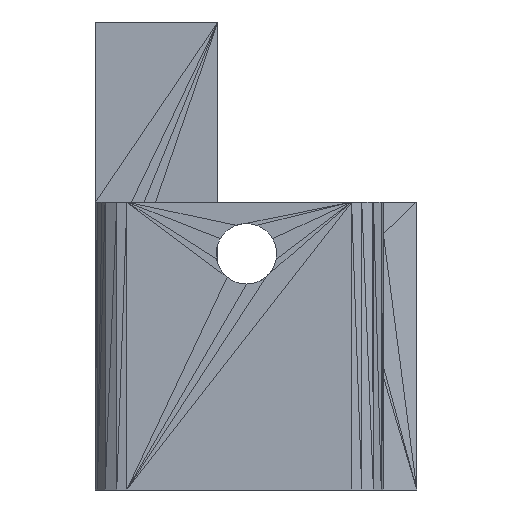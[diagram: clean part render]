
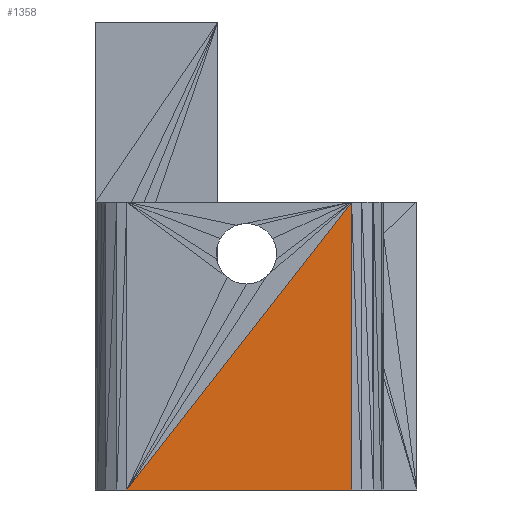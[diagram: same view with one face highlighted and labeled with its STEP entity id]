
A CAD part, left-side view. The second image highlights one B-rep face of the part: STEP entity #1358.
In plain terms, the highlighted planar face has unit normal (-1, 0, 0).
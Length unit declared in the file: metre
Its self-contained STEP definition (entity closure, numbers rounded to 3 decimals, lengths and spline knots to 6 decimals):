
#656 = DIRECTION ( 'NONE',  ( 0., 0.615, -0.788 ) ) ;
#657 = CARTESIAN_POINT ( 'NONE',  ( -3.909563, -5.418853, 17.522987 ) ) ;
#658 = DIRECTION ( 'NONE',  ( 0., 0., 1. ) ) ;
#659 = CARTESIAN_POINT ( 'NONE',  ( -3.909563, -5.418853, 17.482987 ) ) ;
#1358 = ADVANCED_FACE ( 'NONE', ( #4896 ), #10022, .T. ) ;
#3100 = EDGE_LOOP ( 'NONE', ( #3682, #3684, #3686 ) ) ;
#3682 = ORIENTED_EDGE ( 'NONE', *, *, #6546, .T. ) ;
#3684 = ORIENTED_EDGE ( 'NONE', *, *, #13073, .T. ) ;
#3686 = ORIENTED_EDGE ( 'NONE', *, *, #13074, .T. ) ;
#4896 = FACE_OUTER_BOUND ( 'NONE', #3100, .T. ) ;
#5953 = LINE ( 'NONE', #9062, #6754 ) ;
#6546 = EDGE_CURVE ( 'NONE', #12118, #12107, #5953, .T. ) ;
#6754 = VECTOR ( 'NONE', #9063, 1. ) ;
#7877 = VECTOR ( 'NONE', #658, 1. ) ;
#7878 = VECTOR ( 'NONE', #656, 1. ) ;
#8128 = AXIS2_PLACEMENT_3D ( 'NONE', #10023, #10024, #10025 ) ;
#8620 = LINE ( 'NONE', #659, #7877 ) ;
#8621 = LINE ( 'NONE', #657, #7878 ) ;
#9062 = CARTESIAN_POINT ( 'NONE',  ( -3.909563, -5.387648, 17.482987 ) ) ;
#9063 = DIRECTION ( 'NONE',  ( 0., -1., 0. ) ) ;
#10022 = PLANE ( 'NONE',  #8128 ) ;
#10023 = CARTESIAN_POINT ( 'NONE',  ( -3.909563, -5.418853, 17.482987 ) ) ;
#10024 = DIRECTION ( 'NONE',  ( -1., 0., 0. ) ) ;
#10025 = DIRECTION ( 'NONE',  ( 0., 0., 1. ) ) ;
#11319 = CARTESIAN_POINT ( 'NONE',  ( -3.909563, -5.418853, 17.482987 ) ) ;
#11324 = CARTESIAN_POINT ( 'NONE',  ( -3.909563, -5.387648, 17.482987 ) ) ;
#11362 = CARTESIAN_POINT ( 'NONE',  ( -3.909563, -5.418853, 17.522987 ) ) ;
#12107 = VERTEX_POINT ( 'NONE', #11319 ) ;
#12118 = VERTEX_POINT ( 'NONE', #11324 ) ;
#12151 = VERTEX_POINT ( 'NONE', #11362 ) ;
#13073 = EDGE_CURVE ( 'NONE', #12107, #12151, #8620, .T. ) ;
#13074 = EDGE_CURVE ( 'NONE', #12151, #12118, #8621, .T. ) ;
